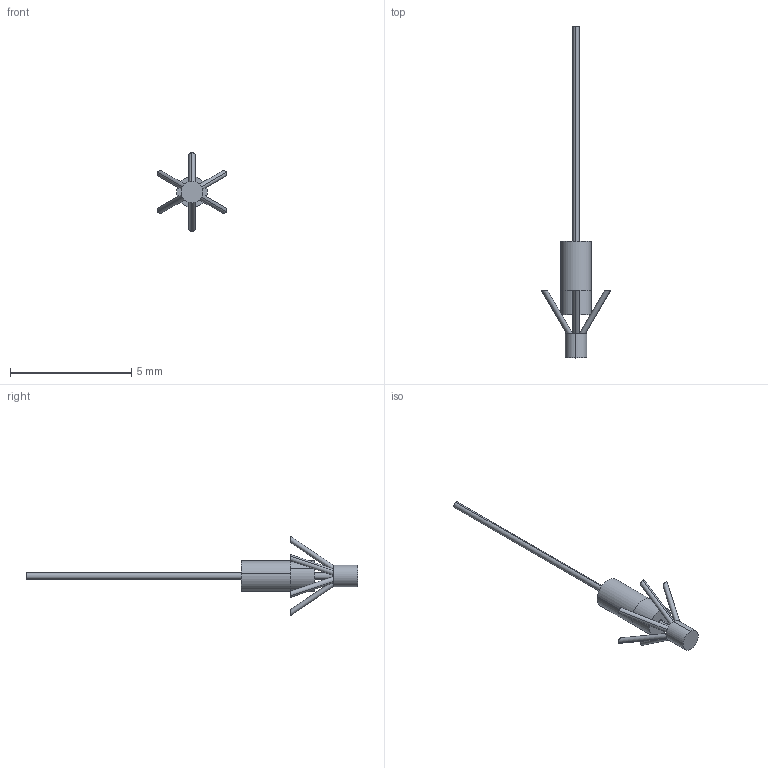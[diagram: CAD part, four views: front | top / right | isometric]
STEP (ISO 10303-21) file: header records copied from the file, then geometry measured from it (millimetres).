
FILE_DESCRIPTION (( 'STEP AP203' ), '1' );
FILE_NAME ('NNP-DWG-145-012-000 SA, Electrode, IM, Stim.STEP', '2024-07-09T17:33:12', ( '' ), ( '' ), 'SwSTEP 2.0', 'SolidWorks 2024', '' );
FILE_SCHEMA (( 'CONFIG_CONTROL_DESIGN' ));
Length unit declared in the file: inch
Products named in the file (4): NNP-DWG-145-012-000 SA, Electrode, IM, Stim; NNP-DWG-140-019-002 Electrode, IM, Stim, Coil; NNP-DWG-140-013-002 Electrode, IM, Stim, Prolene Barb; NNP-DWG-140-017-000 Electrode, IM, Silicone Tube Extension
Assembly tree (3 placements, depth 2):
  NNP-DWG-145-012-000 SA, Electrode, IM, Stim
    NNP-DWG-140-013-002 Electrode, IM, Stim, Prolene Barb
    NNP-DWG-140-017-000 Electrode, IM, Silicone Tube Extension
    NNP-DWG-140-019-002 Electrode, IM, Stim, Coil
Bounding box: 2.87 x 13.7 x 3.28 mm (x, y, z)
Volume: 4 mm3; surface area: 46.4 mm2
Topology: 3 solids, 3 shells, 37 faces, 72 edges, 48 vertices
Faces by surface type: plane 13, bspline 12, cylinder 12
Entity records: 1440 total; most frequent: CARTESIAN_POINT 247, DIRECTION 182, ORIENTED_EDGE 144, AXIS2_PLACEMENT_3D 79, EDGE_CURVE 72, CIRCLE 48, VERTEX_POINT 48, EDGE_LOOP 48
